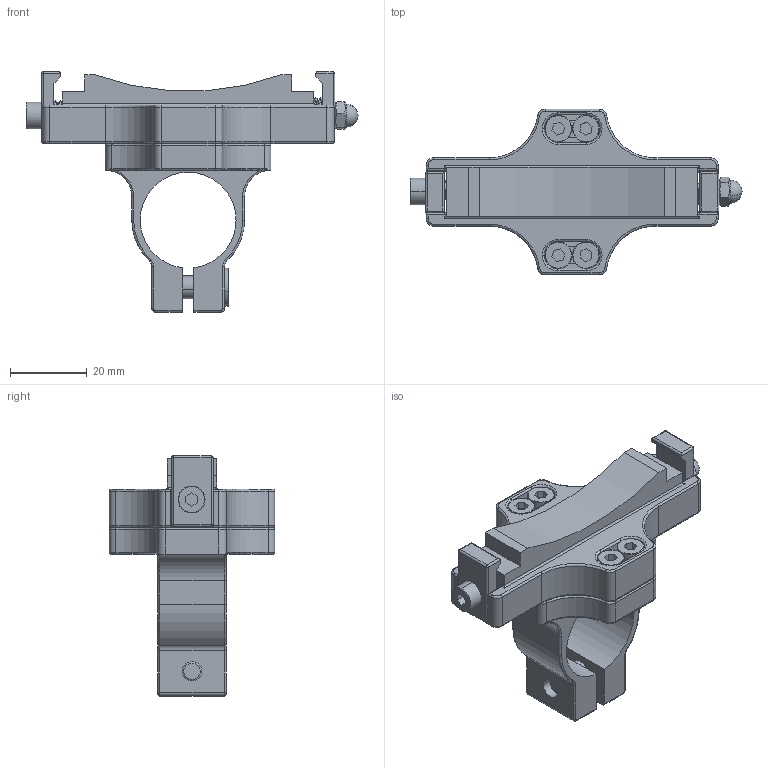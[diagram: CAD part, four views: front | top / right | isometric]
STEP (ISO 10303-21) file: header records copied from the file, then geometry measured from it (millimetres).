
FILE_DESCRIPTION (( 'STEP AP203' ), '1' );
FILE_NAME ('CRTB25-60B.STEP', '2025-07-11T01:29:35', ( '' ), ( '' ), 'SwSTEP 2.0', 'SolidWorks 2020', '' );
FILE_SCHEMA (( 'CONFIG_CONTROL_DESIGN' ));
Length unit declared in the file: millimetre
Products named in the file (1): CRTB25-60B
Bounding box: 86.6 x 43.2 x 62.7 mm (x, y, z)
Volume: 39827.6 mm3; surface area: 20734.8 mm2
Topology: 13 solids, 13 shells, 853 faces, 2113 edges, 1311 vertices
Faces by surface type: plane 390, cylinder 184, torus 118, bspline 111, cone 40, sphere 10
Entity records: 32201 total; most frequent: CARTESIAN_POINT 12503, ORIENTED_EDGE 4170, DIRECTION 3870, EDGE_CURVE 2085, AXIS2_PLACEMENT_3D 1312, VERTEX_POINT 1311, LINE 1246, VECTOR 1246
